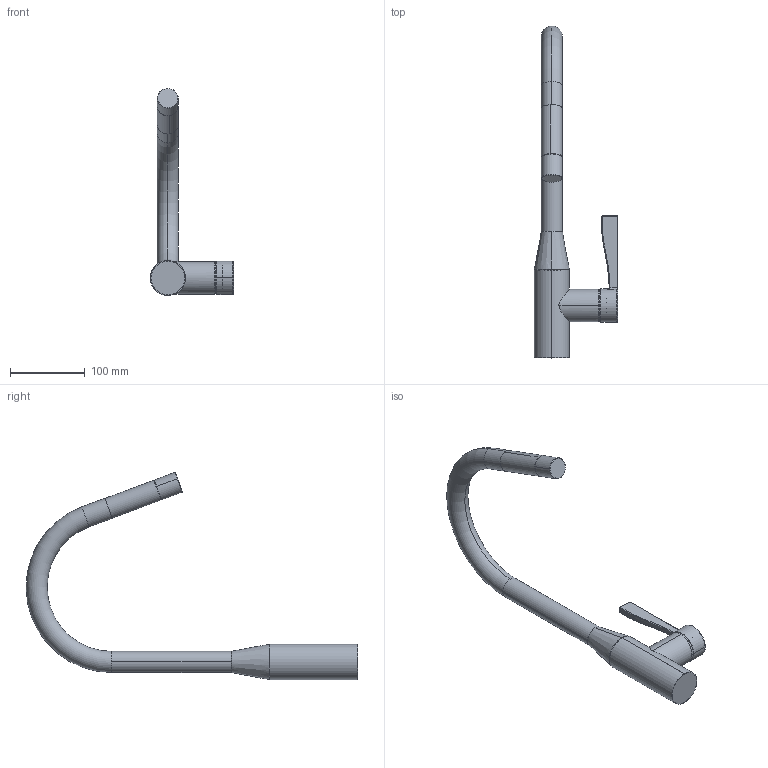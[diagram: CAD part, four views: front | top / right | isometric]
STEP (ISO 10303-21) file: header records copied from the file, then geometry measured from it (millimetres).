
FILE_DESCRIPTION (( 'STEP AP214' ), '1' );
FILE_NAME ('33870895.STEP', '2020-09-28T12:14:17', ( '' ), ( '' ), 'SwSTEP 2.0', 'SolidWorks 2020', '' );
FILE_SCHEMA (( 'AUTOMOTIVE_DESIGN' ));
Length unit declared in the file: millimetre
Products named in the file (9): Planungsmodell_Gehäuse-+-09.19.87.002.90-01_091987002-00; Planungsmodell_Hebel-+-09.20.89.020-01_092089020-00; Planungsmodell_Huelse-+-09.18.40.191.90-01_091840191-00; Planungsmodell_Huelse-+-09.18.40.197.90-01_09184019790; Planungsmodell_Rohr-+-09.19.87.003.90-01_091987003-00; Planungsmodell_Rohr-+-09.28.22.302.90-01_09282230290; 33870895; Haube-+-09.28.30.025-01_-_K2; Planungsmodell_Huelse-+-09.18.40.194.90-01_091840194-00
Assembly tree (8 placements, depth 2):
  33870895
    Planungsmodell_Gehäuse-+-09.19.87.002.90-01_091987002-00
    Planungsmodell_Rohr-+-09.28.22.302.90-01_09282230290
    Planungsmodell_Huelse-+-09.18.40.191.90-01_091840191-00
    Planungsmodell_Huelse-+-09.18.40.194.90-01_091840194-00
    Planungsmodell_Huelse-+-09.18.40.197.90-01_09184019790
    Planungsmodell_Hebel-+-09.20.89.020-01_092089020-00
    Planungsmodell_Rohr-+-09.19.87.003.90-01_091987003-00
    Haube-+-09.28.30.025-01_-_K2
Bounding box: 111.5 x 443 x 276.47 mm (x, y, z)
Volume: 563792.8 mm3; surface area: 127531.5 mm2
Topology: 8 solids, 9 shells, 110 faces, 219 edges, 125 vertices
Faces by surface type: cylinder 29, torus 26, bspline 26, plane 22, cone 6, sphere 1
Entity records: 4923 total; most frequent: CARTESIAN_POINT 1668, DIRECTION 468, ORIENTED_EDGE 434, EDGE_CURVE 217, AXIS2_PLACEMENT_3D 213, VERTEX_POINT 125, CIRCLE 118, FACE_OUTER_BOUND 110
